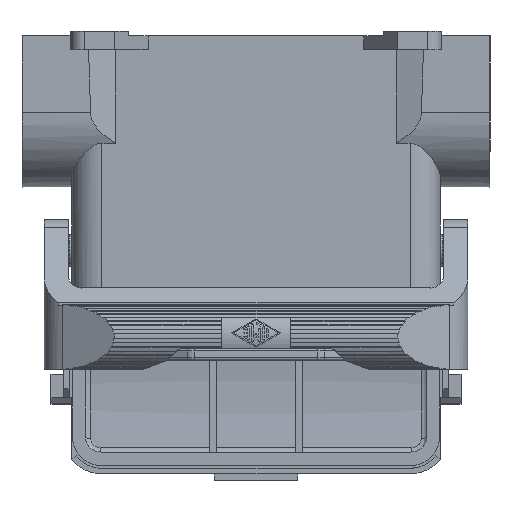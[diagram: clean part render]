
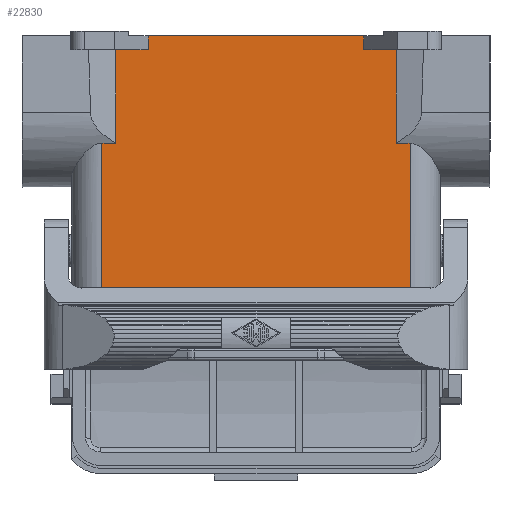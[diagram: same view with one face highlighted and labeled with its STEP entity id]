
A CAD part, left-side view. The second image highlights one B-rep face of the part: STEP entity #22830.
In plain terms, the highlighted face is planar.
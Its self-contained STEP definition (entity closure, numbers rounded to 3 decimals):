
#500=CARTESIAN_POINT('',(12.945,-30.459,3.));
#510=VERTEX_POINT('',#500);
#690=CARTESIAN_POINT('',(12.945,-30.459,23.188));
#700=VERTEX_POINT('',#690);
#730=CARTESIAN_POINT('',(12.945,-30.459,0.));
#740=DIRECTION('',(0.,0.,-1.));
#750=VECTOR('',#740,1.);
#760=LINE('',#730,#750);
#770=EDGE_CURVE('',#700,#510,#760,.T.);
#14550=CARTESIAN_POINT('',(12.945,-23.458,3.));
#14560=VERTEX_POINT('',#14550);
#14590=CARTESIAN_POINT('',(12.945,-23.458,0.));
#14600=DIRECTION('',(0.,-0.,-1.));
#14610=VECTOR('',#14600,1.);
#14620=LINE('',#14590,#14610);
#14630=CARTESIAN_POINT('',(12.945,-23.458,-0.));
#14640=VERTEX_POINT('',#14630);
#14650=EDGE_CURVE('',#14560,#14640,#14620,.T.);
#20210=CARTESIAN_POINT('',(12.945,-33.42,56.));
#20220=VERTEX_POINT('',#20210);
#20570=CARTESIAN_POINT('',(12.945,33.08,56.));
#20580=VERTEX_POINT('',#20570);
#20610=CARTESIAN_POINT('',(12.945,39.58,56.));
#20620=DIRECTION('',(0.,-1.,0.));
#20630=VECTOR('',#20620,1.);
#20640=LINE('',#20610,#20630);
#20650=EDGE_CURVE('',#20580,#20220,#20640,.T.);
#22110=CARTESIAN_POINT('',(12.945,-33.42,56.));
#22120=DIRECTION('',(1.,0.,0.));
#22130=DIRECTION('',(0.,1.,0.));
#22140=AXIS2_PLACEMENT_3D('',#22110,#22120,#22130);
#22150=PLANE('',#22140);
#22160=CARTESIAN_POINT('',(12.945,23.118,0.));
#22170=DIRECTION('',(0.,0.,-1.));
#22180=VECTOR('',#22170,1.);
#22190=LINE('',#22160,#22180);
#22200=CARTESIAN_POINT('',(12.945,23.118,3.));
#22210=VERTEX_POINT('',#22200);
#22220=CARTESIAN_POINT('',(12.945,23.118,0.));
#22230=VERTEX_POINT('',#22220);
#22240=EDGE_CURVE('',#22210,#22230,#22190,.T.);
#22250=ORIENTED_EDGE('',*,*,#22240,.F.);
#22260=CARTESIAN_POINT('',(12.945,0.,0.));
#22270=DIRECTION('',(0.,1.,0.));
#22280=VECTOR('',#22270,1.);
#22290=LINE('',#22260,#22280);
#22300=EDGE_CURVE('',#14640,#22230,#22290,.T.);
#22310=ORIENTED_EDGE('',*,*,#22300,.T.);
#22320=ORIENTED_EDGE('',*,*,#14650,.T.);
#22330=CARTESIAN_POINT('',(12.945,0.,3.));
#22340=DIRECTION('',(0.,1.,0.));
#22350=VECTOR('',#22340,1.);
#22360=LINE('',#22330,#22350);
#22370=EDGE_CURVE('',#510,#14560,#22360,.T.);
#22380=ORIENTED_EDGE('',*,*,#22370,.T.);
#22390=ORIENTED_EDGE('',*,*,#770,.T.);
#22400=CARTESIAN_POINT('',(12.945,-50.67,23.188));
#22410=DIRECTION('',(0.,1.,0.));
#22420=VECTOR('',#22410,1.);
#22430=LINE('',#22400,#22420);
#22440=CARTESIAN_POINT('',(12.945,-33.42,23.188));
#22450=VERTEX_POINT('',#22440);
#22460=EDGE_CURVE('',#22450,#700,#22430,.T.);
#22470=ORIENTED_EDGE('',*,*,#22460,.T.);
#22480=CARTESIAN_POINT('',(12.945,-33.42,56.));
#22490=DIRECTION('',(0.,0.,-1.));
#22500=VECTOR('',#22490,1.);
#22510=LINE('',#22480,#22500);
#22520=EDGE_CURVE('',#20220,#22450,#22510,.T.);
#22530=ORIENTED_EDGE('',*,*,#22520,.T.);
#22540=ORIENTED_EDGE('',*,*,#20650,.T.);
#22550=CARTESIAN_POINT('',(12.945,33.08,56.));
#22560=DIRECTION('',(0.,0.,-1.));
#22570=VECTOR('',#22560,1.);
#22580=LINE('',#22550,#22570);
#22590=CARTESIAN_POINT('',(12.945,33.08,23.188));
#22600=VERTEX_POINT('',#22590);
#22610=EDGE_CURVE('',#20580,#22600,#22580,.T.);
#22620=ORIENTED_EDGE('',*,*,#22610,.F.);
#22630=CARTESIAN_POINT('',(12.945,30.119,23.188));
#22640=VERTEX_POINT('',#22630);
#22650=EDGE_CURVE('',#22640,#22600,#22430,.T.);
#22660=ORIENTED_EDGE('',*,*,#22650,.T.);
#22670=CARTESIAN_POINT('',(12.945,30.119,0.));
#22680=DIRECTION('',(0.,0.,-1.));
#22690=VECTOR('',#22680,1.);
#22700=LINE('',#22670,#22690);
#22710=CARTESIAN_POINT('',(12.945,30.119,3.));
#22720=VERTEX_POINT('',#22710);
#22730=EDGE_CURVE('',#22640,#22720,#22700,.T.);
#22740=ORIENTED_EDGE('',*,*,#22730,.F.);
#22750=CARTESIAN_POINT('',(12.945,0.,3.));
#22760=DIRECTION('',(0.,-1.,0.));
#22770=VECTOR('',#22760,1.);
#22780=LINE('',#22750,#22770);
#22790=EDGE_CURVE('',#22720,#22210,#22780,.T.);
#22800=ORIENTED_EDGE('',*,*,#22790,.F.);
#22810=EDGE_LOOP('',(#22800,#22740,#22660,#22620,#22540,#22530,#22470,
#22390,#22380,#22320,#22310,#22250));
#22820=FACE_OUTER_BOUND('',#22810,.T.);
#22830=ADVANCED_FACE('',(#22820),#22150,.T.);
